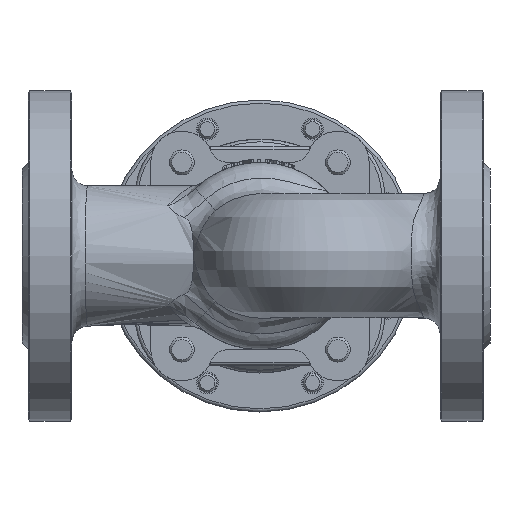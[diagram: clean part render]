
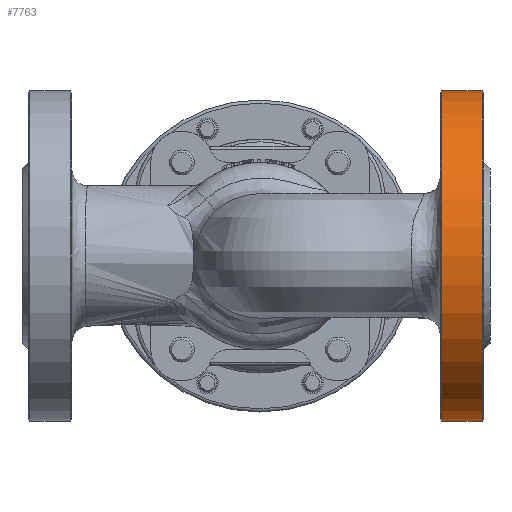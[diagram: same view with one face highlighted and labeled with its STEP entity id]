
A CAD part, front view. The second image highlights one B-rep face of the part: STEP entity #7763.
In plain terms, the highlighted cylindrical face has radius 53 mm (diameter 106 mm), a full revolution.
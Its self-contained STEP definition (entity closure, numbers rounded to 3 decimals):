
#896=FACE_OUTER_BOUND('',#1430,.T.);
#1430=EDGE_LOOP('',(#6514,#6515,#6516,#6517,#6518,#6519));
#1976=LINE('',#19766,#2376);
#2376=VECTOR('',#10798,53.);
#2891=CIRCLE('',#8777,53.);
#2892=CIRCLE('',#8778,53.);
#2893=CIRCLE('',#8780,53.);
#2894=CIRCLE('',#8781,53.);
#3541=VERTEX_POINT('',#19759);
#3542=VERTEX_POINT('',#19761);
#3543=VERTEX_POINT('',#19765);
#3544=VERTEX_POINT('',#19767);
#4548=EDGE_CURVE('',#3542,#3541,#2891,.T.);
#4549=EDGE_CURVE('',#3541,#3542,#2892,.T.);
#4550=EDGE_CURVE('',#3542,#3543,#1976,.T.);
#4551=EDGE_CURVE('',#3543,#3544,#2893,.T.);
#4552=EDGE_CURVE('',#3544,#3543,#2894,.T.);
#6514=ORIENTED_EDGE('',*,*,#4549,.T.);
#6515=ORIENTED_EDGE('',*,*,#4550,.T.);
#6516=ORIENTED_EDGE('',*,*,#4551,.T.);
#6517=ORIENTED_EDGE('',*,*,#4552,.T.);
#6518=ORIENTED_EDGE('',*,*,#4550,.F.);
#6519=ORIENTED_EDGE('',*,*,#4548,.T.);
#7003=CYLINDRICAL_SURFACE('',#8779,53.);
#7763=ADVANCED_FACE('',(#896),#7003,.T.);
#8777=AXIS2_PLACEMENT_3D('',#19762,#10792,#10793);
#8778=AXIS2_PLACEMENT_3D('',#19763,#10794,#10795);
#8779=AXIS2_PLACEMENT_3D('',#19764,#10796,#10797);
#8780=AXIS2_PLACEMENT_3D('',#19768,#10799,#10800);
#8781=AXIS2_PLACEMENT_3D('',#19769,#10801,#10802);
#10792=DIRECTION('center_axis',(1.,0.,0.));
#10793=DIRECTION('ref_axis',(0.,0.,1.));
#10794=DIRECTION('center_axis',(1.,0.,0.));
#10795=DIRECTION('ref_axis',(0.,0.,1.));
#10796=DIRECTION('center_axis',(1.,0.,0.));
#10797=DIRECTION('ref_axis',(0.,0.,-1.));
#10798=DIRECTION('',(1.,0.,0.));
#10799=DIRECTION('center_axis',(-1.,0.,0.));
#10800=DIRECTION('ref_axis',(0.,0.,1.));
#10801=DIRECTION('center_axis',(-1.,0.,0.));
#10802=DIRECTION('ref_axis',(0.,0.,1.));
#19759=CARTESIAN_POINT('',(134.5,0.,-53.));
#19761=CARTESIAN_POINT('',(134.5,0.,53.));
#19762=CARTESIAN_POINT('Origin',(134.5,0.,0.));
#19763=CARTESIAN_POINT('Origin',(134.5,0.,0.));
#19764=CARTESIAN_POINT('Origin',(148.,0.,0.));
#19765=CARTESIAN_POINT('',(147.5,0.,53.));
#19766=CARTESIAN_POINT('',(148.,0.,53.));
#19767=CARTESIAN_POINT('',(147.5,0.,-53.));
#19768=CARTESIAN_POINT('Origin',(147.5,0.,0.));
#19769=CARTESIAN_POINT('Origin',(147.5,0.,0.));
